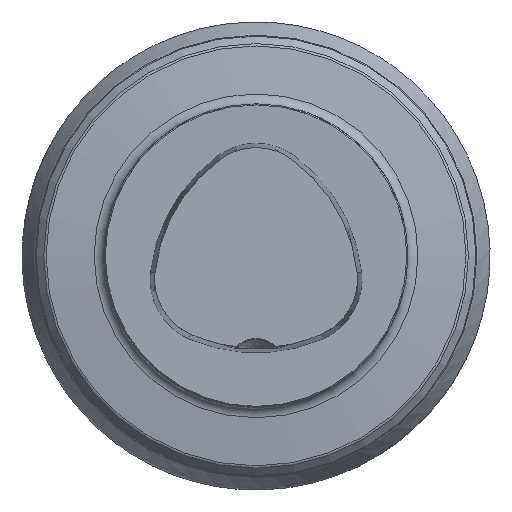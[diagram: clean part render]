
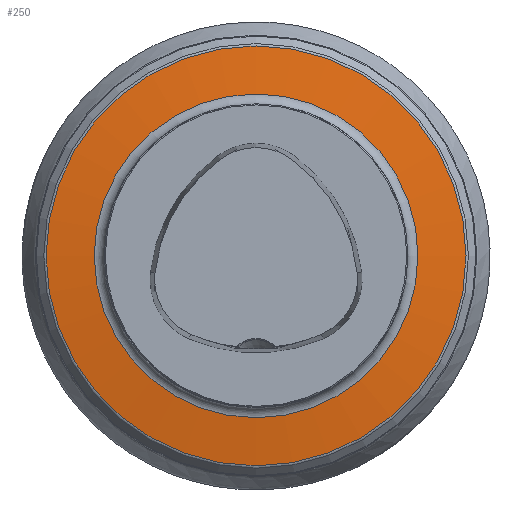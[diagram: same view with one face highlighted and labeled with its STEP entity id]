
A CAD part, top view. The second image highlights one B-rep face of the part: STEP entity #250.
In plain terms, the highlighted conical face has half-angle 82.773 degrees and reference radius 40 mm.
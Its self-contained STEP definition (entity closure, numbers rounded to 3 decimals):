
#235=CONICAL_SURFACE('',#952,40.,82.773);
#250=ADVANCED_FACE('S9',(#332,#333),#235,.T.);
#332=FACE_BOUND('',#373,.T.);
#333=FACE_BOUND('',#374,.T.);
#373=EDGE_LOOP('',(#444));
#374=EDGE_LOOP('',(#445));
#444=ORIENTED_EDGE('',*,*,#699,.T.);
#445=ORIENTED_EDGE('',*,*,#700,.T.);
#630=VERTEX_POINT('',#1337);
#631=VERTEX_POINT('',#1339);
#699=EDGE_CURVE('',#630,#630,#792,.T.);
#700=EDGE_CURVE('',#631,#631,#793,.T.);
#792=CIRCLE('',#950,55.284);
#793=CIRCLE('',#951,42.623);
#950=AXIS2_PLACEMENT_3D('',#1336,#1077,#1078);
#951=AXIS2_PLACEMENT_3D('',#1338,#1079,#1080);
#952=AXIS2_PLACEMENT_3D('',#1340,#1081,#1082);
#1077=DIRECTION('',(0.,0.,1.));
#1078=DIRECTION('',(0.,1.,0.));
#1079=DIRECTION('',(0.,0.,-1.));
#1080=DIRECTION('',(0.,-1.,0.));
#1081=DIRECTION('',(0.,0.,-1.));
#1082=DIRECTION('',(0.,-1.,0.));
#1336=CARTESIAN_POINT('',(0.,0.,-34.938));
#1337=CARTESIAN_POINT('',(0.,55.284,-34.938));
#1338=CARTESIAN_POINT('',(0.,0.,-33.333));
#1339=CARTESIAN_POINT('',(0.,-42.623,-33.333));
#1340=CARTESIAN_POINT('',(0.,0.,-33.));
